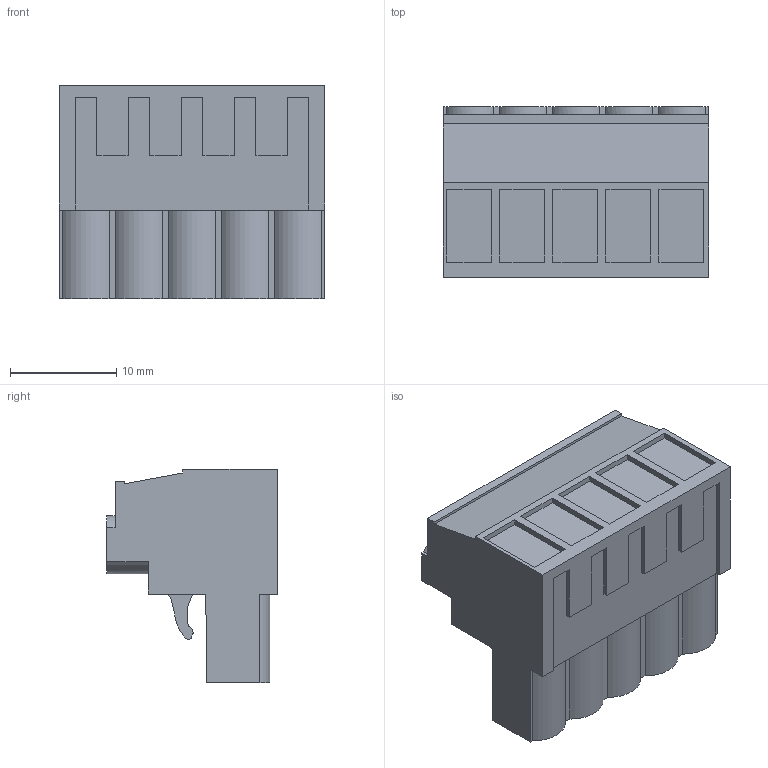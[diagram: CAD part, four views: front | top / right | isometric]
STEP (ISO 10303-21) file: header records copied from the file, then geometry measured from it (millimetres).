
FILE_DESCRIPTION(('CATIA V5 STEP Exchange','CAx-IF Rec.Pracs.--- Model Styling and Organization---1.2---2011-12-15'),'2;1');
FILE_NAME ('D1460310_0_1954460000_1954460000.stp','2017-05-25T06:36:30+00:00',('none'),('Weidmueller'),'CATIA Version 5-6 Release 2014','CATIA V5 STEP AP214','none');
FILE_SCHEMA(('AUTOMOTIVE_DESIGN { 1 0 10303 214 1 1 1 1 }'));
Length unit declared in the file: millimetre
Products named in the file (1): 1954460000
Bounding box: 25 x 16.1 x 20.1 mm (x, y, z)
Volume: 4997.9 mm3; surface area: 3000.7 mm2
Topology: 6 solids, 6 shells, 348 faces, 984 edges, 668 vertices
Faces by surface type: plane 285, cylinder 63
Entity records: 10767 total; most frequent: CARTESIAN_POINT 2055, ORIENTED_EDGE 1968, DIRECTION 1487, EDGE_CURVE 984, VECTOR 828, LINE 828, VERTEX_POINT 668, AXIS2_PLACEMENT_3D 399
